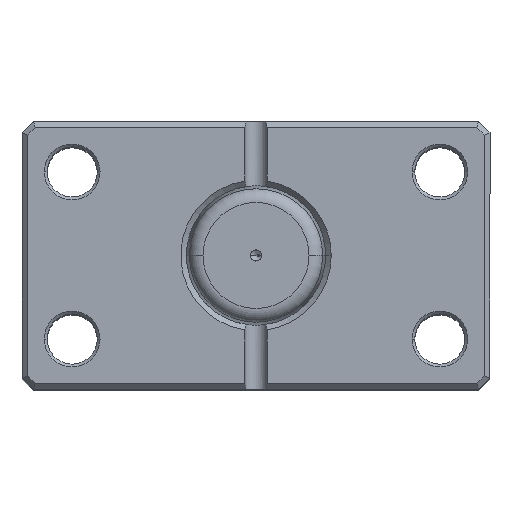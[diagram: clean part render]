
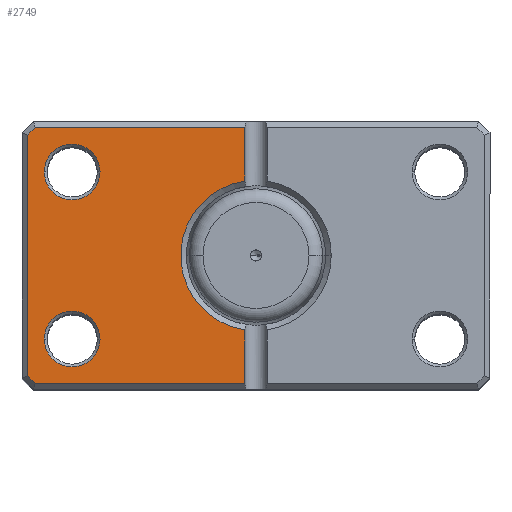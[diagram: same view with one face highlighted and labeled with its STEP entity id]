
A CAD part, top view. The second image highlights one B-rep face of the part: STEP entity #2749.
In plain terms, the highlighted face is planar.
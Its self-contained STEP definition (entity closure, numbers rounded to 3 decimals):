
#172 = CARTESIAN_POINT ( 'NONE',  ( 41., -21.586, 0. ) ) ;
#347 = CARTESIAN_POINT ( 'NONE',  ( 0., 0., 0. ) ) ;
#412 = ORIENTED_EDGE ( 'NONE', *, *, #5252, .T. ) ;
#471 = VERTEX_POINT ( 'NONE', #5074 ) ;
#641 = VECTOR ( 'NONE', #5575, 1000. ) ;
#754 = FACE_BOUND ( 'NONE', #972, .T. ) ;
#811 = DIRECTION ( 'NONE',  ( 1., 0., 0. ) ) ;
#840 = CARTESIAN_POINT ( 'NONE',  ( 28., 15., 0. ) ) ;
#901 = EDGE_LOOP ( 'NONE', ( #5909, #3283 ) ) ;
#972 = EDGE_LOOP ( 'NONE', ( #1215, #4718 ) ) ;
#1088 = AXIS2_PLACEMENT_3D ( 'NONE', #1658, #5020, #2114 ) ;
#1215 = ORIENTED_EDGE ( 'NONE', *, *, #2119, .T. ) ;
#1231 = CARTESIAN_POINT ( 'NONE',  ( 0., 0., 0. ) ) ;
#1247 = VECTOR ( 'NONE', #5882, 1000. ) ;
#1328 = CARTESIAN_POINT ( 'NONE',  ( 38., 15., 0. ) ) ;
#1359 = VECTOR ( 'NONE', #2493, 1000. ) ;
#1436 = LINE ( 'NONE', #3330, #2678 ) ;
#1521 = EDGE_CURVE ( 'NONE', #471, #4609, #1436, .T. ) ;
#1532 = EDGE_CURVE ( 'NONE', #1650, #3662, #3798, .T. ) ;
#1650 = VERTEX_POINT ( 'NONE', #1328 ) ;
#1658 = CARTESIAN_POINT ( 'NONE',  ( 33., 15., 0. ) ) ;
#1669 = AXIS2_PLACEMENT_3D ( 'NONE', #1231, #6133, #3133 ) ;
#1958 = EDGE_CURVE ( 'NONE', #3099, #4448, #2161, .T. ) ;
#1972 = AXIS2_PLACEMENT_3D ( 'NONE', #5255, #2333, #5778 ) ;
#2114 = DIRECTION ( 'NONE',  ( 1., 0., 0. ) ) ;
#2119 = EDGE_CURVE ( 'NONE', #3614, #6039, #3643, .T. ) ;
#2161 = LINE ( 'NONE', #5956, #641 ) ;
#2243 = EDGE_CURVE ( 'NONE', #4448, #471, #3034, .T. ) ;
#2293 = CARTESIAN_POINT ( 'NONE',  ( 31.293, -31.293, 0. ) ) ;
#2333 = DIRECTION ( 'NONE',  ( 0., 0., 1. ) ) ;
#2342 = CARTESIAN_POINT ( 'NONE',  ( 0., 23., 0. ) ) ;
#2347 = CIRCLE ( 'NONE', #1088, 5. ) ;
#2366 = AXIS2_PLACEMENT_3D ( 'NONE', #2644, #2885, #3518 ) ;
#2375 = VECTOR ( 'NONE', #2786, 1000. ) ;
#2392 = ORIENTED_EDGE ( 'NONE', *, *, #5045, .T. ) ;
#2394 = CARTESIAN_POINT ( 'NONE',  ( 38., -15., 0. ) ) ;
#2423 = DIRECTION ( 'NONE',  ( 0., 1., 0. ) ) ;
#2490 = CIRCLE ( 'NONE', #1972, 5. ) ;
#2493 = DIRECTION ( 'NONE',  ( -0.707, -0.707, 0. ) ) ;
#2644 = CARTESIAN_POINT ( 'NONE',  ( 33., -15., 0. ) ) ;
#2678 = VECTOR ( 'NONE', #3348, 1000. ) ;
#2749 = ADVANCED_FACE ( 'NONE', ( #754, #4519, #5742 ), #4575, .F. ) ;
#2773 = AXIS2_PLACEMENT_3D ( 'NONE', #3059, #5561, #4044 ) ;
#2775 = ORIENTED_EDGE ( 'NONE', *, *, #2243, .T. ) ;
#2786 = DIRECTION ( 'NONE',  ( 1., 0., 0. ) ) ;
#2882 = EDGE_CURVE ( 'NONE', #6039, #3614, #2490, .T. ) ;
#2885 = DIRECTION ( 'NONE',  ( 0., 0., 1. ) ) ;
#2965 = CARTESIAN_POINT ( 'NONE',  ( 41., 21.586, 0. ) ) ;
#3034 = LINE ( 'NONE', #2293, #1359 ) ;
#3059 = CARTESIAN_POINT ( 'NONE',  ( 33., 15., 0. ) ) ;
#3099 = VERTEX_POINT ( 'NONE', #2965 ) ;
#3133 = DIRECTION ( 'NONE',  ( 1., 0., 0. ) ) ;
#3283 = ORIENTED_EDGE ( 'NONE', *, *, #1532, .T. ) ;
#3330 = CARTESIAN_POINT ( 'NONE',  ( 0., -23., 0. ) ) ;
#3348 = DIRECTION ( 'NONE',  ( -1., 0., 0. ) ) ;
#3377 = VERTEX_POINT ( 'NONE', #5431 ) ;
#3465 = EDGE_CURVE ( 'NONE', #3662, #1650, #2347, .T. ) ;
#3518 = DIRECTION ( 'NONE',  ( 1., 0., 0. ) ) ;
#3523 = CARTESIAN_POINT ( 'NONE',  ( 2., 13.351, 0. ) ) ;
#3561 = EDGE_LOOP ( 'NONE', ( #2392, #412, #5867, #5797, #5482, #5702, #2775, #3776 ) ) ;
#3614 = VERTEX_POINT ( 'NONE', #4084 ) ;
#3617 = DIRECTION ( 'NONE',  ( 0., 0., 1. ) ) ;
#3643 = CIRCLE ( 'NONE', #2366, 5. ) ;
#3662 = VERTEX_POINT ( 'NONE', #840 ) ;
#3725 = CARTESIAN_POINT ( 'NONE',  ( 31.293, 31.293, 0. ) ) ;
#3746 = DIRECTION ( 'NONE',  ( 0.707, -0.707, 0. ) ) ;
#3776 = ORIENTED_EDGE ( 'NONE', *, *, #1521, .T. ) ;
#3798 = CIRCLE ( 'NONE', #2773, 5. ) ;
#3959 = VECTOR ( 'NONE', #2423, 1000. ) ;
#4044 = DIRECTION ( 'NONE',  ( 1., 0., 0. ) ) ;
#4047 = LINE ( 'NONE', #5358, #1247 ) ;
#4073 = VECTOR ( 'NONE', #3746, 1000. ) ;
#4082 = CARTESIAN_POINT ( 'NONE',  ( 2., -13.351, 0. ) ) ;
#4084 = CARTESIAN_POINT ( 'NONE',  ( 28., -15., 0. ) ) ;
#4175 = VERTEX_POINT ( 'NONE', #4082 ) ;
#4259 = LINE ( 'NONE', #5356, #3959 ) ;
#4448 = VERTEX_POINT ( 'NONE', #172 ) ;
#4519 = FACE_BOUND ( 'NONE', #901, .T. ) ;
#4532 = CARTESIAN_POINT ( 'NONE',  ( 39.586, 23., 0. ) ) ;
#4567 = VERTEX_POINT ( 'NONE', #4532 ) ;
#4575 = PLANE ( 'NONE',  #1669 ) ;
#4609 = VERTEX_POINT ( 'NONE', #5107 ) ;
#4718 = ORIENTED_EDGE ( 'NONE', *, *, #2882, .T. ) ;
#4949 = LINE ( 'NONE', #2342, #2375 ) ;
#5020 = DIRECTION ( 'NONE',  ( 0., 0., 1. ) ) ;
#5045 = EDGE_CURVE ( 'NONE', #4609, #4175, #4259, .T. ) ;
#5074 = CARTESIAN_POINT ( 'NONE',  ( 39.586, -23., 0. ) ) ;
#5107 = CARTESIAN_POINT ( 'NONE',  ( 2., -23., 0. ) ) ;
#5252 = EDGE_CURVE ( 'NONE', #4175, #6227, #5323, .T. ) ;
#5255 = CARTESIAN_POINT ( 'NONE',  ( 33., -15., 0. ) ) ;
#5323 = CIRCLE ( 'NONE', #5734, 13.5 ) ;
#5356 = CARTESIAN_POINT ( 'NONE',  ( 2., 24., 0. ) ) ;
#5358 = CARTESIAN_POINT ( 'NONE',  ( 2., 24., 0. ) ) ;
#5411 = LINE ( 'NONE', #3725, #4073 ) ;
#5431 = CARTESIAN_POINT ( 'NONE',  ( 2., 23., 0. ) ) ;
#5446 = EDGE_CURVE ( 'NONE', #6227, #3377, #4047, .T. ) ;
#5482 = ORIENTED_EDGE ( 'NONE', *, *, #6007, .T. ) ;
#5561 = DIRECTION ( 'NONE',  ( 0., 0., 1. ) ) ;
#5575 = DIRECTION ( 'NONE',  ( 0., -1., 0. ) ) ;
#5697 = EDGE_CURVE ( 'NONE', #3377, #4567, #4949, .T. ) ;
#5702 = ORIENTED_EDGE ( 'NONE', *, *, #1958, .T. ) ;
#5734 = AXIS2_PLACEMENT_3D ( 'NONE', #347, #3617, #811 ) ;
#5742 = FACE_OUTER_BOUND ( 'NONE', #3561, .T. ) ;
#5778 = DIRECTION ( 'NONE',  ( 1., 0., 0. ) ) ;
#5797 = ORIENTED_EDGE ( 'NONE', *, *, #5697, .T. ) ;
#5867 = ORIENTED_EDGE ( 'NONE', *, *, #5446, .T. ) ;
#5882 = DIRECTION ( 'NONE',  ( 0., 1., 0. ) ) ;
#5909 = ORIENTED_EDGE ( 'NONE', *, *, #3465, .T. ) ;
#5956 = CARTESIAN_POINT ( 'NONE',  ( 41., 0., 0. ) ) ;
#6007 = EDGE_CURVE ( 'NONE', #4567, #3099, #5411, .T. ) ;
#6039 = VERTEX_POINT ( 'NONE', #2394 ) ;
#6133 = DIRECTION ( 'NONE',  ( 0., 0., 1. ) ) ;
#6227 = VERTEX_POINT ( 'NONE', #3523 ) ;
